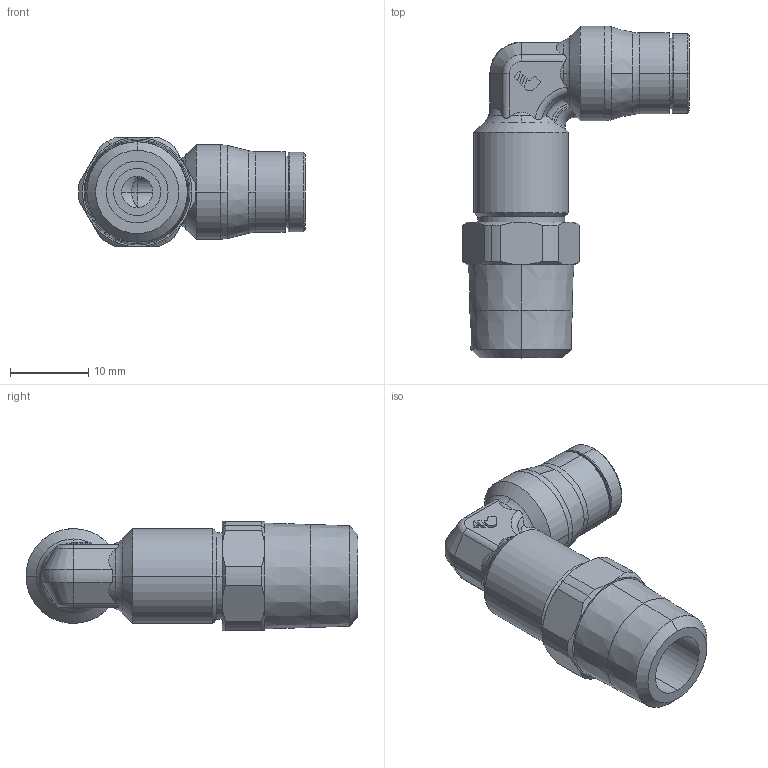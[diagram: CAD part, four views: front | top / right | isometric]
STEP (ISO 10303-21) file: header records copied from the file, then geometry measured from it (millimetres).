
FILE_DESCRIPTION(('STEP AP214'),'1');
FILE_NAME('3629_06_13.stp','2016-07-07T14:20:29',('TraceParts'),('TraceParts S.A.'),'Spatial InterOp 3D',' ',' ');
FILE_SCHEMA(('automotive_design'));
Length unit declared in the file: millimetre
Products named in the file (1): 1
Bounding box: 28.99 x 42.4 x 14 mm (x, y, z)
Volume: 4283.3 mm3; surface area: 3548.5 mm2
Topology: 1 solids, 1 shells, 162 faces, 400 edges, 251 vertices
Faces by surface type: cone 50, cylinder 46, plane 43, torus 22, sphere 1
Entity records: 5167 total; most frequent: CARTESIAN_POINT 1345, DIRECTION 832, ORIENTED_EDGE 798, EDGE_CURVE 399, AXIS2_PLACEMENT_3D 352, VERTEX_POINT 251, CIRCLE 187, EDGE_LOOP 176
